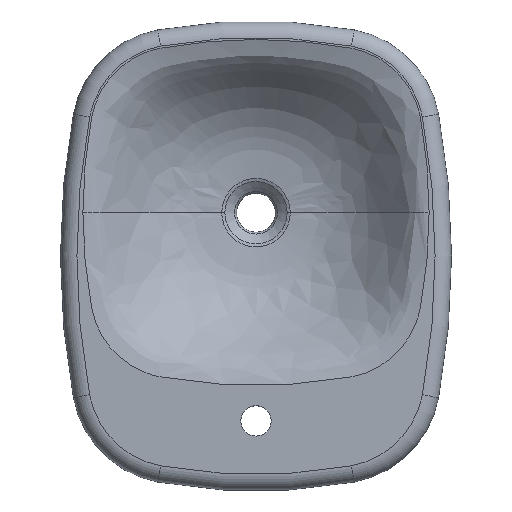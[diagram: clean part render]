
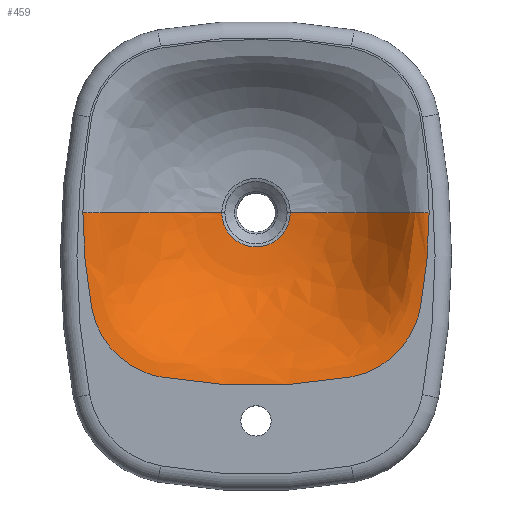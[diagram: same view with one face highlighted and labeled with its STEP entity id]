
A CAD part, top view. The second image highlights one B-rep face of the part: STEP entity #459.
In plain terms, the highlighted free-form (B-spline) face has degree [3, 3] with [4, 13] control points.
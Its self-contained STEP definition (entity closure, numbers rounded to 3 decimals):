
#459=ADVANCED_FACE('',(#641),#635,.T.);
#635=B_SPLINE_SURFACE_WITH_KNOTS('',3,3,((#7962,#7963,#7964,#7965,#7966,
#7967,#7968,#7969,#7970,#7971,#7972,#7973,#7974),(#7975,#7976,#7977,#7978,
#7979,#7980,#7981,#7982,#7983,#7984,#7985,#7986,#7987),(#7988,#7989,#7990,
#7991,#7992,#7993,#7994,#7995,#7996,#7997,#7998,#7999,#8000),(#8001,#8002,
#8003,#8004,#8005,#8006,#8007,#8008,#8009,#8010,#8011,#8012,#8013)),
 .UNSPECIFIED.,.F.,.F.,.F.,(4,4),(4,2,2,1,2,2,4),(0.,1.),(0.,0.16,
0.34,0.5,0.66,0.84,
1.),.UNSPECIFIED.);
#641=FACE_OUTER_BOUND('',#828,.T.);
#828=EDGE_LOOP('',(#1062,#1063,#1064,#1065,#1066,#1067,#1068,#1069));
#1062=ORIENTED_EDGE('',*,*,#2168,.T.);
#1063=ORIENTED_EDGE('',*,*,#2169,.T.);
#1064=ORIENTED_EDGE('',*,*,#2170,.T.);
#1065=ORIENTED_EDGE('',*,*,#2160,.F.);
#1066=ORIENTED_EDGE('',*,*,#2171,.T.);
#1067=ORIENTED_EDGE('',*,*,#2167,.F.);
#1068=ORIENTED_EDGE('',*,*,#2172,.T.);
#1069=ORIENTED_EDGE('',*,*,#2173,.T.);
#1901=VERTEX_POINT('',#7595);
#1902=VERTEX_POINT('',#7596);
#1903=VERTEX_POINT('',#7601);
#1909=VERTEX_POINT('',#7821);
#1910=VERTEX_POINT('',#7922);
#1911=VERTEX_POINT('',#7923);
#1912=VERTEX_POINT('',#7928);
#1913=VERTEX_POINT('',#7957);
#2160=EDGE_CURVE('',#1902,#1903,#2575,.T.);
#2167=EDGE_CURVE('',#1909,#1901,#2582,.T.);
#2168=EDGE_CURVE('',#1910,#1911,#2583,.T.);
#2169=EDGE_CURVE('',#1911,#1912,#2584,.T.);
#2170=EDGE_CURVE('',#1912,#1903,#2585,.T.);
#2171=EDGE_CURVE('',#1902,#1901,#2586,.T.);
#2172=EDGE_CURVE('',#1909,#1913,#2587,.T.);
#2173=EDGE_CURVE('',#1913,#1910,#2588,.T.);
#2575=B_SPLINE_CURVE_WITH_KNOTS('',3,(#7597,#7598,#7599,#7600),
 .UNSPECIFIED.,.F.,.F.,(4,4),(0.,1.),.UNSPECIFIED.);
#2582=B_SPLINE_CURVE_WITH_KNOTS('',3,(#7822,#7823,#7824,#7825),
 .UNSPECIFIED.,.F.,.F.,(4,4),(0.,1.),.UNSPECIFIED.);
#2583=B_SPLINE_CURVE_WITH_KNOTS('',3,(#7917,#7918,#7919,#7920,#7921),
 .UNSPECIFIED.,.F.,.F.,(4,1,4),(0.,0.5,1.),.UNSPECIFIED.);
#2584=B_SPLINE_CURVE_WITH_KNOTS('',3,(#7924,#7925,#7926,#7927),
 .UNSPECIFIED.,.F.,.F.,(4,4),(0.,1.),.UNSPECIFIED.);
#2585=B_SPLINE_CURVE_WITH_KNOTS('',3,(#7929,#7930,#7931,#7932),
 .UNSPECIFIED.,.F.,.F.,(4,4),(0.,1.),.UNSPECIFIED.);
#2586=B_SPLINE_CURVE_WITH_KNOTS('',3,(#7933,#7934,#7935,#7936,#7937,#7938,
#7939,#7940,#7941,#7942,#7943,#7944,#7945,#7946,#7947,#7948,#7949,#7950,
#7951,#7952),.UNSPECIFIED.,.F.,.F.,(4,2,2,2,2,2,2,2,2,4),(0.,0.125,0.25,
0.375,0.438,0.5,0.625,
0.75,0.875,1.),.UNSPECIFIED.);
#2587=B_SPLINE_CURVE_WITH_KNOTS('',3,(#7953,#7954,#7955,#7956),
 .UNSPECIFIED.,.F.,.F.,(4,4),(0.,1.),.UNSPECIFIED.);
#2588=B_SPLINE_CURVE_WITH_KNOTS('',3,(#7958,#7959,#7960,#7961),
 .UNSPECIFIED.,.F.,.F.,(4,4),(0.,1.),.UNSPECIFIED.);
#7595=CARTESIAN_POINT('',(-39.524,0.,-93.297));
#7596=CARTESIAN_POINT('',(39.524,0.,-93.297));
#7597=CARTESIAN_POINT('',(39.524,0.,-93.297));
#7598=CARTESIAN_POINT('',(150.389,0.,-88.493));
#7599=CARTESIAN_POINT('',(157.843,0.,0.));
#7600=CARTESIAN_POINT('',(200.,0.,0.));
#7601=CARTESIAN_POINT('',(200.,0.,0.));
#7821=CARTESIAN_POINT('',(-200.,0.,0.));
#7822=CARTESIAN_POINT('',(-200.,0.,0.));
#7823=CARTESIAN_POINT('',(-157.843,0.,0.));
#7824=CARTESIAN_POINT('',(-150.389,0.,-88.493));
#7825=CARTESIAN_POINT('',(-39.524,0.,-93.297));
#7917=CARTESIAN_POINT('',(-109.725,-190.,0.));
#7918=CARTESIAN_POINT('',(-73.454,-196.667,0.));
#7919=CARTESIAN_POINT('',(0.,-203.333,0.));
#7920=CARTESIAN_POINT('',(73.454,-196.667,0.));
#7921=CARTESIAN_POINT('',(109.725,-190.,0.));
#7922=CARTESIAN_POINT('',(-109.725,-190.,0.));
#7923=CARTESIAN_POINT('',(109.725,-190.,0.));
#7924=CARTESIAN_POINT('',(109.725,-190.,0.));
#7925=CARTESIAN_POINT('',(150.541,-182.498,0.));
#7926=CARTESIAN_POINT('',(182.498,-150.541,0.));
#7927=CARTESIAN_POINT('',(190.,-109.725,0.));
#7928=CARTESIAN_POINT('',(190.,-109.725,0.));
#7929=CARTESIAN_POINT('',(190.,-109.725,0.));
#7930=CARTESIAN_POINT('',(196.653,-73.528,0.));
#7931=CARTESIAN_POINT('',(200.,-36.803,0.));
#7932=CARTESIAN_POINT('',(200.,0.,0.));
#7933=CARTESIAN_POINT('',(39.524,0.,-93.297));
#7934=CARTESIAN_POINT('',(39.524,-5.169,-93.297));
#7935=CARTESIAN_POINT('',(38.483,-10.384,-93.289));
#7936=CARTESIAN_POINT('',(34.535,-19.902,-93.292));
#7937=CARTESIAN_POINT('',(31.591,-24.303,-93.299));
#7938=CARTESIAN_POINT('',(24.319,-31.578,-93.3));
#7939=CARTESIAN_POINT('',(19.917,-34.526,-93.294));
#7940=CARTESIAN_POINT('',(12.787,-37.488,-93.293));
#7941=CARTESIAN_POINT('',(10.277,-38.253,-93.293));
#7942=CARTESIAN_POINT('',(5.199,-39.266,-93.296));
#7943=CARTESIAN_POINT('',(2.626,-39.523,-93.297));
#7944=CARTESIAN_POINT('',(-5.198,-39.526,-93.297));
#7945=CARTESIAN_POINT('',(-10.297,-38.514,-93.292));
#7946=CARTESIAN_POINT('',(-19.919,-34.533,-93.294));
#7947=CARTESIAN_POINT('',(-24.306,-31.591,-93.3));
#7948=CARTESIAN_POINT('',(-31.597,-24.298,-93.299));
#7949=CARTESIAN_POINT('',(-34.537,-19.897,-93.292));
#7950=CARTESIAN_POINT('',(-38.478,-10.397,-93.289));
#7951=CARTESIAN_POINT('',(-39.524,-5.169,-93.297));
#7952=CARTESIAN_POINT('',(-39.524,0.,-93.297));
#7953=CARTESIAN_POINT('',(-200.,0.,0.));
#7954=CARTESIAN_POINT('',(-200.,-36.803,0.));
#7955=CARTESIAN_POINT('',(-196.653,-73.528,0.));
#7956=CARTESIAN_POINT('',(-190.,-109.725,0.));
#7957=CARTESIAN_POINT('',(-190.,-109.725,0.));
#7958=CARTESIAN_POINT('',(-190.,-109.725,0.));
#7959=CARTESIAN_POINT('',(-182.498,-150.541,0.));
#7960=CARTESIAN_POINT('',(-150.541,-182.498,0.));
#7961=CARTESIAN_POINT('',(-109.725,-190.,0.));
#7962=CARTESIAN_POINT('',(200.,0.,0.));
#7963=CARTESIAN_POINT('',(200.,-36.803,0.));
#7964=CARTESIAN_POINT('',(196.653,-73.528,0.));
#7965=CARTESIAN_POINT('',(182.498,-150.541,0.));
#7966=CARTESIAN_POINT('',(150.541,-182.498,0.));
#7967=CARTESIAN_POINT('',(73.454,-196.667,0.));
#7968=CARTESIAN_POINT('',(0.,-203.333,0.));
#7969=CARTESIAN_POINT('',(-73.454,-196.667,0.));
#7970=CARTESIAN_POINT('',(-150.541,-182.498,0.));
#7971=CARTESIAN_POINT('',(-182.498,-150.541,0.));
#7972=CARTESIAN_POINT('',(-196.653,-73.528,0.));
#7973=CARTESIAN_POINT('',(-200.,-36.803,0.));
#7974=CARTESIAN_POINT('',(-200.,0.,0.));
#7975=CARTESIAN_POINT('',(156.767,0.,0.));
#7976=CARTESIAN_POINT('',(156.767,-26.26,0.));
#7977=CARTESIAN_POINT('',(153.393,-53.825,0.));
#7978=CARTESIAN_POINT('',(139.822,-112.254,0.));
#7979=CARTESIAN_POINT('',(115.293,-137.618,0.));
#7980=CARTESIAN_POINT('',(56.683,-152.716,0.));
#7981=CARTESIAN_POINT('',(0.,-160.817,0.));
#7982=CARTESIAN_POINT('',(-56.683,-152.716,0.));
#7983=CARTESIAN_POINT('',(-115.293,-137.618,0.));
#7984=CARTESIAN_POINT('',(-139.822,-112.254,0.));
#7985=CARTESIAN_POINT('',(-153.393,-53.825,0.));
#7986=CARTESIAN_POINT('',(-156.767,-26.26,0.));
#7987=CARTESIAN_POINT('',(-156.767,0.,0.));
#7988=CARTESIAN_POINT('',(150.031,0.,-93.069));
#7989=CARTESIAN_POINT('',(150.031,-15.716,-93.069));
#7990=CARTESIAN_POINT('',(144.768,-37.848,-93.069));
#7991=CARTESIAN_POINT('',(125.118,-88.484,-93.069));
#7992=CARTESIAN_POINT('',(102.875,-114.682,-93.069));
#7993=CARTESIAN_POINT('',(51.599,-141.521,-93.069));
#7994=CARTESIAN_POINT('',(0.,-158.541,-93.069));
#7995=CARTESIAN_POINT('',(-51.599,-141.521,-93.069));
#7996=CARTESIAN_POINT('',(-102.875,-114.682,-93.069));
#7997=CARTESIAN_POINT('',(-125.118,-88.484,-93.069));
#7998=CARTESIAN_POINT('',(-144.768,-37.848,-93.069));
#7999=CARTESIAN_POINT('',(-150.031,-15.716,-93.069));
#8000=CARTESIAN_POINT('',(-150.031,0.,-93.069));
#8001=CARTESIAN_POINT('',(30.829,0.,-93.499));
#8002=CARTESIAN_POINT('',(30.829,-5.172,-93.499));
#8003=CARTESIAN_POINT('',(29.418,-10.389,-93.499));
#8004=CARTESIAN_POINT('',(24.217,-19.983,-93.499));
#8005=CARTESIAN_POINT('',(20.106,-24.125,-93.499));
#8006=CARTESIAN_POINT('',(10.505,-29.389,-93.499));
#8007=CARTESIAN_POINT('',(0.,-32.269,-93.499));
#8008=CARTESIAN_POINT('',(-10.505,-29.389,-93.499));
#8009=CARTESIAN_POINT('',(-20.106,-24.125,-93.499));
#8010=CARTESIAN_POINT('',(-24.217,-19.983,-93.499));
#8011=CARTESIAN_POINT('',(-29.418,-10.389,-93.499));
#8012=CARTESIAN_POINT('',(-30.829,-5.172,-93.499));
#8013=CARTESIAN_POINT('',(-30.829,0.,-93.499));
